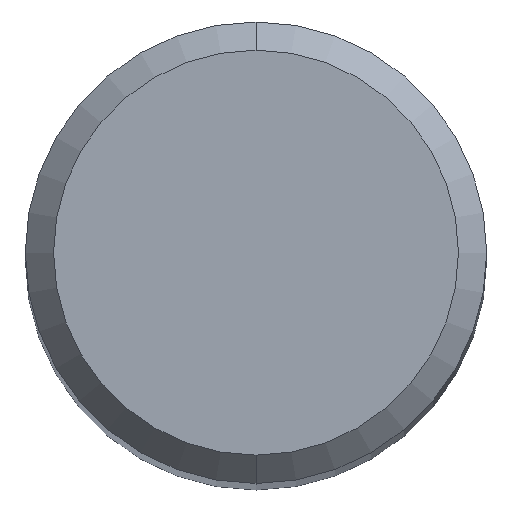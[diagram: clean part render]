
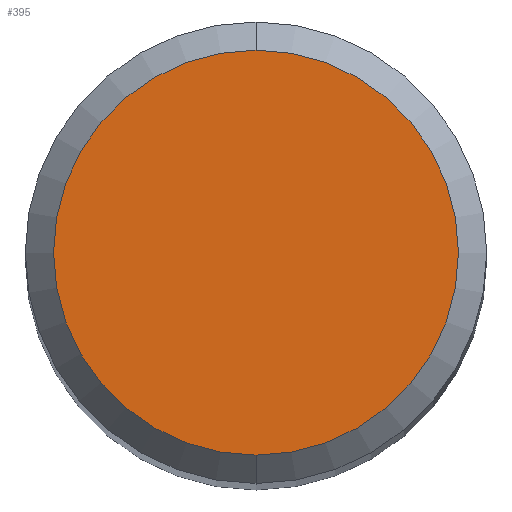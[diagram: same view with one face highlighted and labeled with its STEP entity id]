
A CAD part, top view. The second image highlights one B-rep face of the part: STEP entity #395.
In plain terms, the highlighted planar face has unit normal (0, 0, 1).
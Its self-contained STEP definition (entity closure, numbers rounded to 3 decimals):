
#237=VERTEX_POINT('',#630);
#387=EDGE_CURVE('',#529,#237,#795,.T.);
#389=EDGE_CURVE('',#237,#529,#797,.T.);
#395=ADVANCED_FACE('',(#803),#804,.T.);
#529=VERTEX_POINT('',#951);
#630=CARTESIAN_POINT('',(0.0,2.15,0.0));
#795=CIRCLE('',#1350,2.15);
#797=CIRCLE('',#1353,2.15);
#803=FACE_OUTER_BOUND('',#1361,.T.);
#804=PLANE('',#1362);
#951=CARTESIAN_POINT('',(0.,-2.15,0.0));
#1350=AXIS2_PLACEMENT_3D('',#2010,#2011,#2012);
#1353=AXIS2_PLACEMENT_3D('',#2013,#2014,#2015);
#1361=EDGE_LOOP('',(#2018,#2019));
#1362=AXIS2_PLACEMENT_3D('',#2020,#2021,#2022);
#2010=CARTESIAN_POINT('',(0.0,0.0,0.0));
#2011=DIRECTION('',(0.0,0.0,-1.0));
#2012=DIRECTION('',(0.0,1.0,0.0));
#2013=CARTESIAN_POINT('',(0.0,0.0,0.0));
#2014=DIRECTION('',(0.0,0.0,-1.0));
#2015=DIRECTION('',(0.0,1.0,0.0));
#2018=ORIENTED_EDGE('',*,*,#389,.F.);
#2019=ORIENTED_EDGE('',*,*,#387,.F.);
#2020=CARTESIAN_POINT('',(0.0,1.075,0.0));
#2021=DIRECTION('',(-0.0,0.0,1.0));
#2022=DIRECTION('',(0.0,-1.0,0.0));
